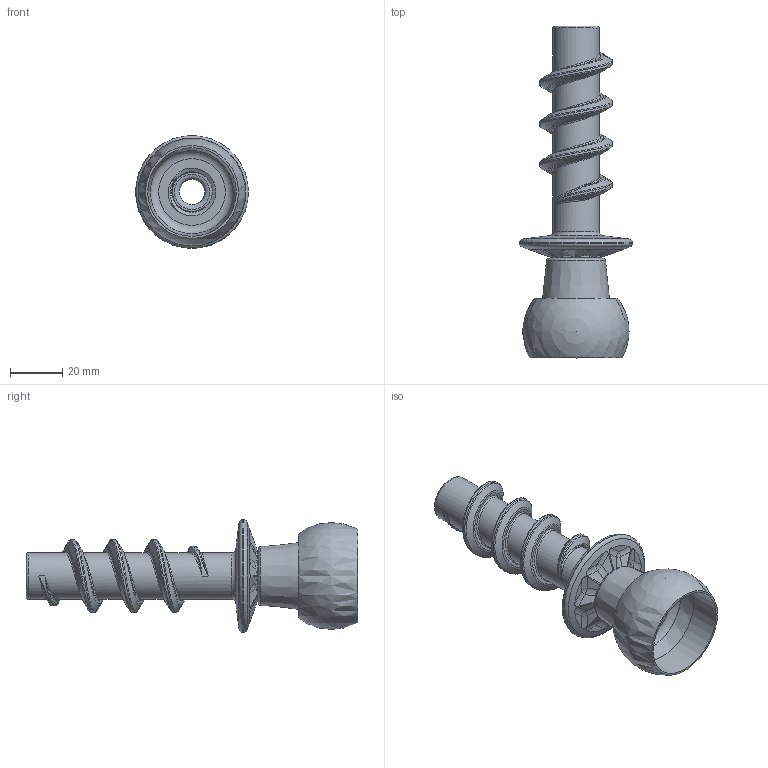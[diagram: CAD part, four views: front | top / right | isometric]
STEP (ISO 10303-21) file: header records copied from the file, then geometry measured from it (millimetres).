
FILE_DESCRIPTION(/* description */ (''),/* implementation_level */ '2;1');
FILE_NAME(/* name */ 'pool2 v3.step',/* time_stamp */ '2023-09-29T16:26:06-04:00',/* author */ (''),/* organization */ (''),/* preprocessor_version */ 'ST-DEVELOPER v20',/* originating_system */ 'Autodesk Translation Framework v12.14.0.127',/* authorisation */ '');
FILE_SCHEMA (('AUTOMOTIVE_DESIGN { 1 0 10303 214 3 1 1 }'));
Length unit declared in the file: inch
Products named in the file (1): pool
Bounding box: 43.18 x 127 x 43.18 mm (x, y, z)
Volume: 35511 mm3; surface area: 23542.3 mm2
Topology: 2 solids, 2 shells, 206 faces, 523 edges, 327 vertices
Faces by surface type: bspline 126, cylinder 51, plane 15, torus 9, cone 4, sphere 1
Full cylindrical faces by diameter (mm): 9.652 x1, 12.7 x1, 14.938 x5, 15.519 x5, 17.78 x4, 17.791 x5, 18.293 x6, 27.94 x2, 33.964 x1, 43.18 x1
Entity records: 17171 total; most frequent: CARTESIAN_POINT 13255, ORIENTED_EDGE 1034, EDGE_CURVE 517, DIRECTION 409, B_SPLINE_CURVE_WITH_KNOTS 351, VERTEX_POINT 327, EDGE_LOOP 222, FACE_OUTER_BOUND 206
